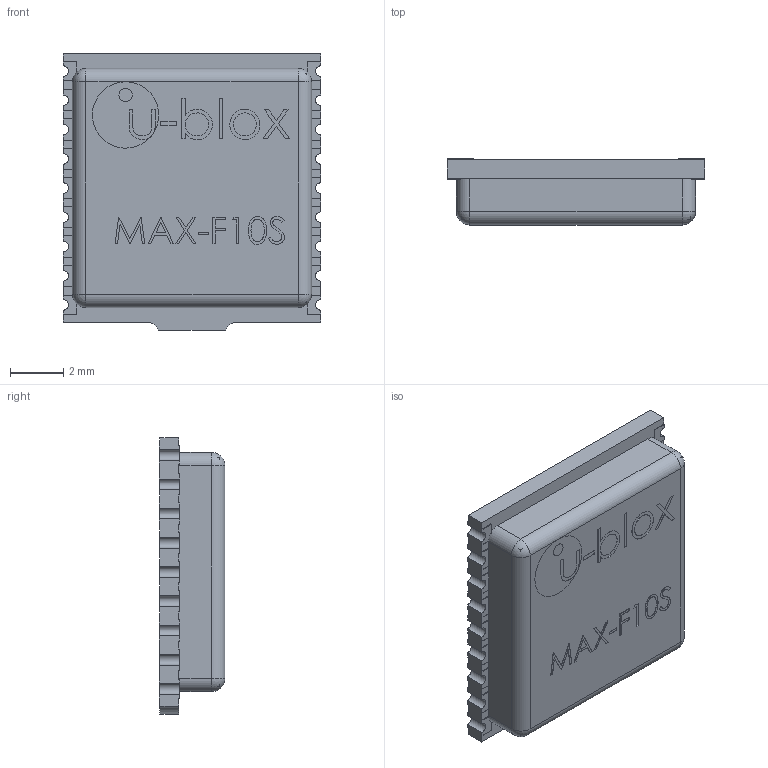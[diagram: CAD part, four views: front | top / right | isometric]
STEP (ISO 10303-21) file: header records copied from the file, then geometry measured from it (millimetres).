
FILE_DESCRIPTION (( 'STEP AP214' ), '1' );
FILE_NAME ('MAX-F10S-00B.STEP', '2025-01-17T12:37:27', ( '' ), ( '' ), 'SwSTEP 2.0', 'SolidWorks 2021', '' );
FILE_SCHEMA (( 'AUTOMOTIVE_DESIGN' ));
Length unit declared in the file: millimetre
Products named in the file (1): MAX-F10S-00B
Bounding box: 9.7 x 2.48 x 10.4 mm (x, y, z)
Volume: 94.6 mm3; surface area: 498.2 mm2
Topology: 2 solids, 2 shells, 370 faces, 1034 edges, 683 vertices
Faces by surface type: plane 290, bspline 48, cylinder 28, sphere 4
Entity records: 18077 total; most frequent: CARTESIAN_POINT 5050, ORIENTED_EDGE 2060, DIRECTION 1638, EDGE_CURVE 1030, VECTOR 872, LINE 872, VERTEX_POINT 683, EDGE_LOOP 389
